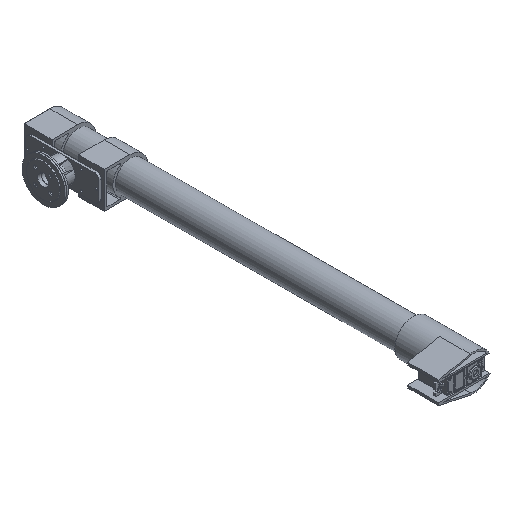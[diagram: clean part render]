
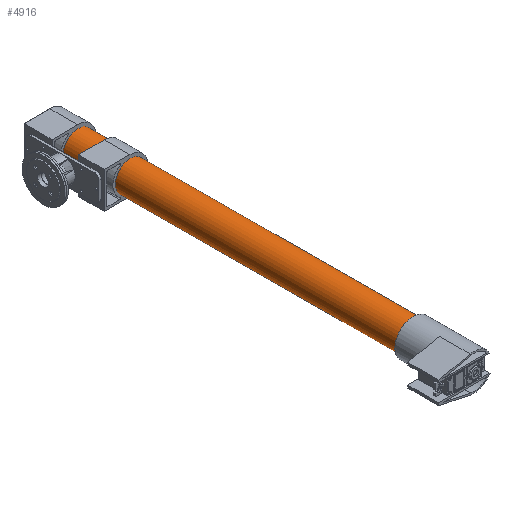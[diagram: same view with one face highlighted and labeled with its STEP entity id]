
A CAD part, isometric view. The second image highlights one B-rep face of the part: STEP entity #4916.
In plain terms, the highlighted cylindrical face has radius 17.5 mm (diameter 35 mm), a full revolution.
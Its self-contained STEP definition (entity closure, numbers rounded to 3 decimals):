
#1905=ORIENTED_EDGE('',*,*,#2865,.T.);
#1906=ORIENTED_EDGE('',*,*,#2866,.F.);
#2865=EDGE_CURVE('',#3422,#3422,#3764,.T.);
#2866=EDGE_CURVE('',#3423,#3423,#3765,.T.);
#3422=VERTEX_POINT('',#7971);
#3423=VERTEX_POINT('',#7973);
#3764=CIRCLE('',#5488,17.5);
#3765=CIRCLE('',#5489,17.5);
#4093=EDGE_LOOP('',(#1905));
#4094=EDGE_LOOP('',(#1906));
#4509=FACE_BOUND('',#4093,.T.);
#4510=FACE_BOUND('',#4094,.T.);
#4723=CYLINDRICAL_SURFACE('',#5487,17.5);
#4916=ADVANCED_FACE('',(#4509,#4510),#4723,.T.);
#5487=AXIS2_PLACEMENT_3D('',#7969,#6543,#6544);
#5488=AXIS2_PLACEMENT_3D('',#7970,#6545,#6546);
#5489=AXIS2_PLACEMENT_3D('',#7972,#6547,#6548);
#6543=DIRECTION('',(0.,1.,0.));
#6544=DIRECTION('',(0.,0.,1.));
#6545=DIRECTION('',(0.,1.,0.));
#6546=DIRECTION('',(1.,0.,0.));
#6547=DIRECTION('',(0.,1.,0.));
#6548=DIRECTION('',(1.,0.,0.));
#7969=CARTESIAN_POINT('',(0.,-200.,0.));
#7970=CARTESIAN_POINT('',(0.,-225.,0.));
#7971=CARTESIAN_POINT('',(17.5,-225.,0.));
#7972=CARTESIAN_POINT('',(0.,225.,0.));
#7973=CARTESIAN_POINT('',(17.5,225.,0.));
